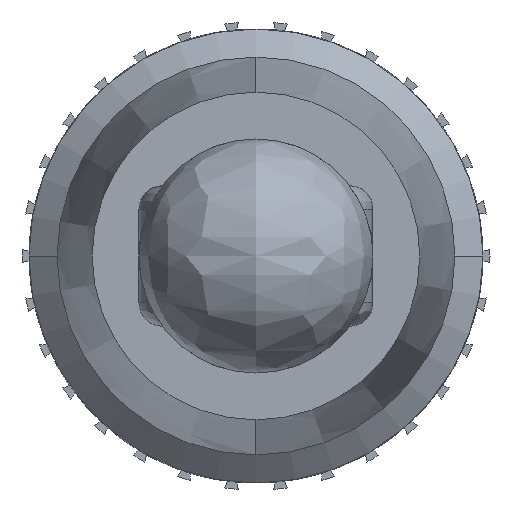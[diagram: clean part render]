
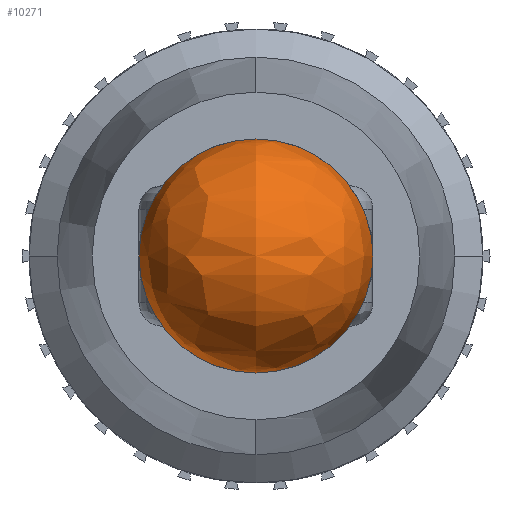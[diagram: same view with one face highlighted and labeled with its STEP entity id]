
A CAD part, left-side view. The second image highlights one B-rep face of the part: STEP entity #10271.
In plain terms, the highlighted free-form (B-spline) face has degree [3, 3] with [4, 4] control points.
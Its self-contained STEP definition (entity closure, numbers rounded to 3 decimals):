
#313 = EDGE_CURVE ( 'NONE', #728, #4596, #914, .T. ) ;
#678 = ORIENTED_EDGE ( 'NONE', *, *, #9349, .F. ) ;
#728 = VERTEX_POINT ( 'NONE', #10068 ) ;
#914 = CIRCLE ( 'NONE', #4921, 2.5 ) ;
#1208 = CARTESIAN_POINT ( 'NONE',  ( -46.621, 1.25, 12.039 ) ) ;
#1348 = CARTESIAN_POINT ( 'NONE',  ( -46.621, 1.25, 7.039 ) ) ;
#1386 = CARTESIAN_POINT ( 'NONE',  ( -46.621, 6.25, 7.039 ) ) ;
#1387 = CIRCLE ( 'NONE', #6923, 2.5 ) ;
#1421 = CARTESIAN_POINT ( 'NONE',  ( -46.621, 1.25, 7.039 ) ) ;
#3187 = CARTESIAN_POINT ( 'NONE',  ( -46.621, 1.25, 12.039 ) ) ;
#3979 = CARTESIAN_POINT ( 'NONE',  ( -46.621, 1.25, 12.039 ) ) ;
#4596 = VERTEX_POINT ( 'NONE', #1208 ) ;
#4871 = CARTESIAN_POINT ( 'NONE',  ( -56.621, 6.25, 12.039 ) ) ;
#4921 = AXIS2_PLACEMENT_3D ( 'NONE', #9465, #10380, #7734 ) ;
#5778 = CARTESIAN_POINT ( 'NONE',  ( -46.621, 1.25, 12.039 ) ) ;
#6405 = DIRECTION ( 'NONE',  ( 0., 0., -1. ) ) ;
#6498 = EDGE_LOOP ( 'NONE', ( #9008, #678 ) ) ;
#6704 = CARTESIAN_POINT ( 'NONE',  ( -56.621, -3.75, 7.039 ) ) ;
#6752 = CARTESIAN_POINT ( 'NONE',  ( -46.621, 1.25, 7.039 ) ) ;
#6923 = AXIS2_PLACEMENT_3D ( 'NONE', #10867, #9106, #6405 ) ;
#7616 = CARTESIAN_POINT ( 'NONE',  ( -46.621, -3.75, 7.039 ) ) ;
#7654 = CARTESIAN_POINT ( 'NONE',  ( -46.621, 1.25, 7.039 ) ) ;
#7734 = DIRECTION ( 'NONE',  ( 0., 0., -1. ) ) ;
#8831 = FACE_OUTER_BOUND ( 'NONE', #6498, .T. ) ;
#8911 =( BOUNDED_SURFACE ( )  B_SPLINE_SURFACE ( 3, 3, ( 
 ( #5778, #3187, #10256, #3979 ),
 ( #11154, #4871, #9378, #10340 ),
 ( #1386, #11224, #6704, #7616 ),
 ( #6752, #1421, #7654, #1348 ) ),
 .UNSPECIFIED., .F., .F., .F. ) 
 B_SPLINE_SURFACE_WITH_KNOTS ( ( 4, 4 ),
 ( 4, 4 ),
 ( 0., 1. ),
 ( 0., 1. ),
 .UNSPECIFIED. ) 
 GEOMETRIC_REPRESENTATION_ITEM ( )  RATIONAL_B_SPLINE_SURFACE ( (
 ( 1., 0.333, 0.333, 1.),
 ( 0.333, 0.111, 0.111, 0.333),
 ( 0.333, 0.111, 0.111, 0.333),
 ( 1., 0.333, 0.333, 1.) ) ) 
 REPRESENTATION_ITEM ( '' )  SURFACE ( )  );
#9008 = ORIENTED_EDGE ( 'NONE', *, *, #313, .F. ) ;
#9106 = DIRECTION ( 'NONE',  ( 1., 0., 0. ) ) ;
#9349 = EDGE_CURVE ( 'NONE', #4596, #728, #1387, .T. ) ;
#9378 = CARTESIAN_POINT ( 'NONE',  ( -56.621, -3.75, 12.039 ) ) ;
#9465 = CARTESIAN_POINT ( 'NONE',  ( -46.621, 1.25, 9.539 ) ) ;
#10068 = CARTESIAN_POINT ( 'NONE',  ( -46.621, 1.25, 7.039 ) ) ;
#10256 = CARTESIAN_POINT ( 'NONE',  ( -46.621, 1.25, 12.039 ) ) ;
#10271 = ADVANCED_FACE ( 'NONE', ( #8831 ), #8911, .T. ) ;
#10340 = CARTESIAN_POINT ( 'NONE',  ( -46.621, -3.75, 12.039 ) ) ;
#10380 = DIRECTION ( 'NONE',  ( 1., 0., 0. ) ) ;
#10867 = CARTESIAN_POINT ( 'NONE',  ( -46.621, 1.25, 9.539 ) ) ;
#11154 = CARTESIAN_POINT ( 'NONE',  ( -46.621, 6.25, 12.039 ) ) ;
#11224 = CARTESIAN_POINT ( 'NONE',  ( -56.621, 6.25, 7.039 ) ) ;
